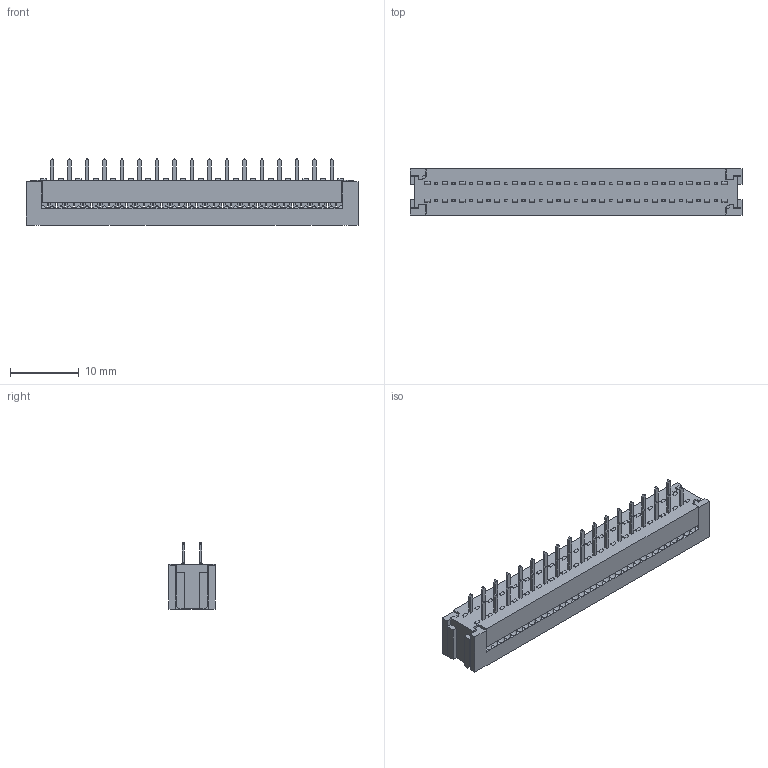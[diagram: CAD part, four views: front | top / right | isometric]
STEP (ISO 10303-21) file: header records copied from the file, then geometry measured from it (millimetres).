
FILE_DESCRIPTION(('STEP AP214'),'1');
FILE_NAME(' ',' ',('TraceParts'),('TraceParts S.A.'),'XStep 1.0',' ',' ');
FILE_SCHEMA(('automotive_design'));
Length unit declared in the file: millimetre
Products named in the file (1): C-0216093-34-3-L
Bounding box: 48.26 x 6.72 x 9.61 mm (x, y, z)
Volume: 1850.2 mm3; surface area: 2650.1 mm2
Topology: 1 solids, 1 shells, 1444 faces, 3766 edges, 2464 vertices
Faces by surface type: plane 1306, cylinder 138
Entity records: 44505 total; most frequent: CARTESIAN_POINT 9171, ORIENTED_EDGE 7532, DIRECTION 6524, EDGE_CURVE 3766, LINE 3354, VECTOR 3354, VERTEX_POINT 2464, EDGE_LOOP 1718
